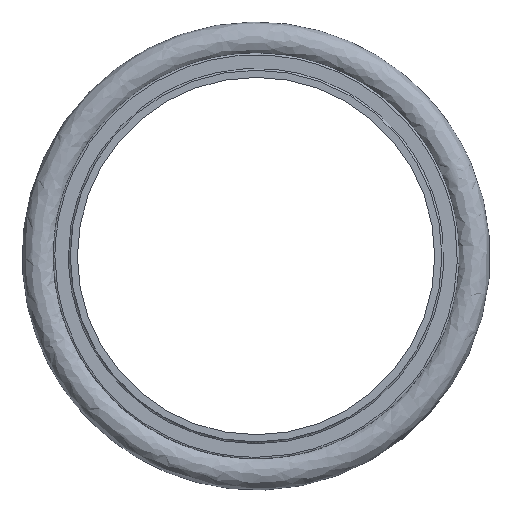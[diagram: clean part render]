
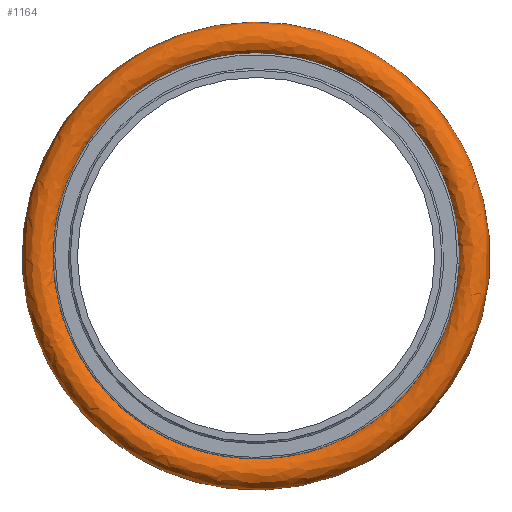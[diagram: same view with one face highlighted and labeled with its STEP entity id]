
A CAD part, left-side view. The second image highlights one B-rep face of the part: STEP entity #1164.
In plain terms, the highlighted free-form (B-spline) face has degree [3, 3] with [7, 7] control points.
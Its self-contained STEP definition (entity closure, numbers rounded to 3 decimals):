
#22 = CARTESIAN_POINT ( 'NONE',  ( -5., -65.5, 32.75 ) ) ;
#32 = CARTESIAN_POINT ( 'NONE',  ( 0., -65.5, -32.75 ) ) ;
#42 = CARTESIAN_POINT ( 'NONE',  ( -5., 65.5, -32.75 ) ) ;
#53 = CARTESIAN_POINT ( 'NONE',  ( 5., 0., -27.75 ) ) ;
#64 = CARTESIAN_POINT ( 'NONE',  ( -5., -55.5, 27.75 ) ) ;
#224 = CARTESIAN_POINT ( 'NONE',  ( 5., 65.5, 32.75 ) ) ;
#235 = CARTESIAN_POINT ( 'NONE',  ( 0., -55.5, 27.75 ) ) ;
#246 = CARTESIAN_POINT ( 'NONE',  ( -5., 0., -32.75 ) ) ;
#255 = CARTESIAN_POINT ( 'NONE',  ( 5., 0., 27.75 ) ) ;
#268 = CARTESIAN_POINT ( 'NONE',  ( 5., 0., -32.75 ) ) ;
#296 = CARTESIAN_POINT ( 'NONE',  ( 0., 65.5, -32.75 ) ) ;
#395 = CARTESIAN_POINT ( 'NONE',  ( 0., -65.5, 32.75 ) ) ;
#438 = CARTESIAN_POINT ( 'NONE',  ( 0., 0., -32.75 ) ) ;
#458 = CARTESIAN_POINT ( 'NONE',  ( 0., 0., -27.75 ) ) ;
#646 = CARTESIAN_POINT ( 'NONE',  ( -5., 65.5, 32.75 ) ) ;
#664 = CARTESIAN_POINT ( 'NONE',  ( 5., 55.5, 27.75 ) ) ;
#675 = CARTESIAN_POINT ( 'NONE',  ( 0., 0., -27.75 ) ) ;
#687 = CARTESIAN_POINT ( 'NONE',  ( 5., 0., -27.75 ) ) ;
#842 = CARTESIAN_POINT ( 'NONE',  ( -5., 0., 32.75 ) ) ;
#852 = CARTESIAN_POINT ( 'NONE',  ( 0., 55.5, -27.75 ) ) ;
#861 = CARTESIAN_POINT ( 'NONE',  ( 5., -65.5, -32.75 ) ) ;
#880 = CARTESIAN_POINT ( 'NONE',  ( 0., 65.5, -32.75 ) ) ;
#1064 = CARTESIAN_POINT ( 'NONE',  ( -5., 0., 27.75 ) ) ;
#1074 = CARTESIAN_POINT ( 'NONE',  ( -5., 0., -27.75 ) ) ;
#1094 = CARTESIAN_POINT ( 'NONE',  ( -5., 0., -27.75 ) ) ;
#1164 = ADVANCED_FACE ( 'NONE', ( ), #1283, .T. ) ;
#1277 = CARTESIAN_POINT ( 'NONE',  ( -5., 55.5, -27.75 ) ) ;
#1283 =( BOUNDED_SURFACE ( )  B_SPLINE_SURFACE ( 3, 3, ( 
 ( #1344, #296, #2483, #1616, #395, #1693, #2541 ),
 ( #246, #42, #646, #842, #22, #1318, #2322 ),
 ( #1094, #1277, #2332, #1064, #64, #1490, #1074 ),
 ( #458, #852, #1479, #2587, #235, #1523, #675 ),
 ( #53, #1712, #664, #255, #2556, #1511, #687 ),
 ( #268, #2341, #224, #2122, #1909, #861, #1899 ),
 ( #1501, #880, #1288, #1918, #2142, #32, #438 ) ),
 .UNSPECIFIED., .T., .T., .F. ) 
 B_SPLINE_SURFACE_WITH_KNOTS ( ( 4, 3, 4 ),
 ( 4, 3, 4 ),
 ( 0., 0.5, 1. ),
 ( 0., 0.5, 1. ),
 .UNSPECIFIED. ) 
 GEOMETRIC_REPRESENTATION_ITEM ( )  RATIONAL_B_SPLINE_SURFACE ( (
 ( 1., 0.333, 0.333, 1., 0.333, 0.333, 1.),
 ( 0.333, 0.111, 0.111, 0.333, 0.111, 0.111, 0.333),
 ( 0.333, 0.111, 0.111, 0.333, 0.111, 0.111, 0.333),
 ( 1., 0.333, 0.333, 1., 0.333, 0.333, 1.),
 ( 0.333, 0.111, 0.111, 0.333, 0.111, 0.111, 0.333),
 ( 0.333, 0.111, 0.111, 0.333, 0.111, 0.111, 0.333),
 ( 1., 0.333, 0.333, 1., 0.333, 0.333, 1.) ) ) 
 REPRESENTATION_ITEM ( '' )  SURFACE ( )  );
#1288 = CARTESIAN_POINT ( 'NONE',  ( 0., 65.5, 32.75 ) ) ;
#1318 = CARTESIAN_POINT ( 'NONE',  ( -5., -65.5, -32.75 ) ) ;
#1344 = CARTESIAN_POINT ( 'NONE',  ( 0., 0., -32.75 ) ) ;
#1479 = CARTESIAN_POINT ( 'NONE',  ( 0., 55.5, 27.75 ) ) ;
#1490 = CARTESIAN_POINT ( 'NONE',  ( -5., -55.5, -27.75 ) ) ;
#1501 = CARTESIAN_POINT ( 'NONE',  ( 0., 0., -32.75 ) ) ;
#1511 = CARTESIAN_POINT ( 'NONE',  ( 5., -55.5, -27.75 ) ) ;
#1523 = CARTESIAN_POINT ( 'NONE',  ( 0., -55.5, -27.75 ) ) ;
#1616 = CARTESIAN_POINT ( 'NONE',  ( 0., 0., 32.75 ) ) ;
#1693 = CARTESIAN_POINT ( 'NONE',  ( 0., -65.5, -32.75 ) ) ;
#1712 = CARTESIAN_POINT ( 'NONE',  ( 5., 55.5, -27.75 ) ) ;
#1899 = CARTESIAN_POINT ( 'NONE',  ( 5., 0., -32.75 ) ) ;
#1909 = CARTESIAN_POINT ( 'NONE',  ( 5., -65.5, 32.75 ) ) ;
#1918 = CARTESIAN_POINT ( 'NONE',  ( 0., 0., 32.75 ) ) ;
#2122 = CARTESIAN_POINT ( 'NONE',  ( 5., 0., 32.75 ) ) ;
#2142 = CARTESIAN_POINT ( 'NONE',  ( 0., -65.5, 32.75 ) ) ;
#2322 = CARTESIAN_POINT ( 'NONE',  ( -5., 0., -32.75 ) ) ;
#2332 = CARTESIAN_POINT ( 'NONE',  ( -5., 55.5, 27.75 ) ) ;
#2341 = CARTESIAN_POINT ( 'NONE',  ( 5., 65.5, -32.75 ) ) ;
#2483 = CARTESIAN_POINT ( 'NONE',  ( 0., 65.5, 32.75 ) ) ;
#2541 = CARTESIAN_POINT ( 'NONE',  ( 0., 0., -32.75 ) ) ;
#2556 = CARTESIAN_POINT ( 'NONE',  ( 5., -55.5, 27.75 ) ) ;
#2587 = CARTESIAN_POINT ( 'NONE',  ( 0., 0., 27.75 ) ) ;
